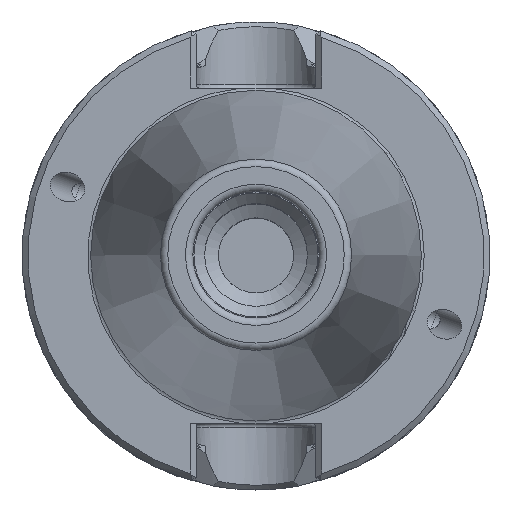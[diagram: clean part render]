
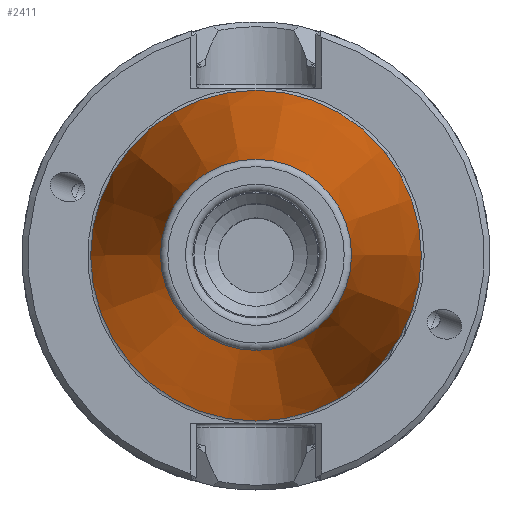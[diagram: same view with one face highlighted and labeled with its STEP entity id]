
A CAD part, top view. The second image highlights one B-rep face of the part: STEP entity #2411.
In plain terms, the highlighted conical face has half-angle 8.297 degrees and reference radius 12.871 mm.
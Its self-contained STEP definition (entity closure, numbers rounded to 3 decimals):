
#287=CIRCLE('',#2561,12.871);
#290=CIRCLE('',#2567,22.268);
#406=ORIENTED_EDGE('',*,*,#823,.T.);
#407=ORIENTED_EDGE('',*,*,#819,.F.);
#819=EDGE_CURVE('',#1040,#1040,#287,.T.);
#823=EDGE_CURVE('',#1045,#1045,#290,.T.);
#1040=VERTEX_POINT('',#3339);
#1045=VERTEX_POINT('',#3365);
#1290=EDGE_LOOP('',(#406));
#1291=EDGE_LOOP('',(#407));
#1459=FACE_BOUND('',#1290,.T.);
#1460=FACE_BOUND('',#1291,.T.);
#1578=CONICAL_SURFACE('',#2566,12.871,0.145);
#2411=ADVANCED_FACE('',(#1459,#1460),#1578,.T.);
#2561=AXIS2_PLACEMENT_3D('',#3338,#2834,#2835);
#2566=AXIS2_PLACEMENT_3D('',#3363,#2844,#2845);
#2567=AXIS2_PLACEMENT_3D('',#3364,#2846,#2847);
#2834=DIRECTION('',(0.,0.,1.));
#2835=DIRECTION('',(1.,0.,0.));
#2844=DIRECTION('',(0.,0.,-1.));
#2845=DIRECTION('',(-1.,0.,0.));
#2846=DIRECTION('',(0.,0.,1.));
#2847=DIRECTION('',(1.,0.,0.));
#3338=CARTESIAN_POINT('',(0.,0.,64.544));
#3339=CARTESIAN_POINT('',(12.871,0.,64.544));
#3363=CARTESIAN_POINT('',(0.,0.,64.544));
#3364=CARTESIAN_POINT('',(0.,0.,0.106));
#3365=CARTESIAN_POINT('',(22.268,0.,0.106));
